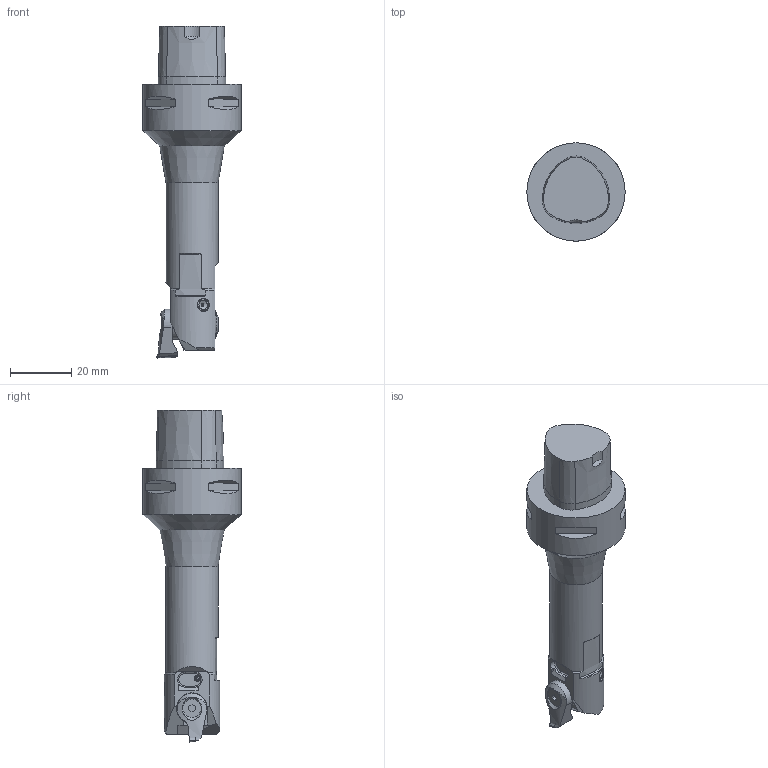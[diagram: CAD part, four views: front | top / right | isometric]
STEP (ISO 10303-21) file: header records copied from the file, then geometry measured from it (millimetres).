
FILE_DESCRIPTION(/* description */ ('3-D model version:1'),/* implementation_level */ '2;1');
FILE_NAME(/* name */ '825-23TC06-C3',/* time_stamp */ '2013-01-23T09:47:29+01:00',/* author */ ('InteractiveCad'),/* organization */ ('AB Sandvik Coromant'),/* preprocessor_version */ 'ST-DEVELOPER v11',/* originating_system */ 'SIEMENS UGS NX 6.0',/* authorisation */ '');
FILE_SCHEMA (('CONFIG_CONTROL_DESIGN'));
Length unit declared in the file: millimetre
Products named in the file (3): R825A_AF11STUC06T1A_SIM; C3_R825A_AA18078A_SIM; 825_23TC06_C3_SIM
Assembly tree (2 placements, depth 2):
  825_23TC06_C3_SIM
    C3_R825A_AA18078A_SIM
    R825A_AF11STUC06T1A_SIM
Bounding box: 32 x 32 x 108 mm (x, y, z)
Volume: 37246.4 mm3; surface area: 8702.6 mm2
Topology: 3 solids, 3 shells, 393 faces, 1078 edges, 711 vertices
Faces by surface type: plane 311, cylinder 43, cone 30, torus 6, sphere 2, bspline 1
Full cylindrical faces by diameter (mm): 2 x1, 2.2 x1, 2.4 x1, 4 x3, 4.015 x1, 4.2 x1, 4.25 x1, 6 x1, 17 x1, 32 x1
Entity records: 12946 total; most frequent: CARTESIAN_POINT 2913, ORIENTED_EDGE 2070, DIRECTION 1905, EDGE_CURVE 1035, LINE 707, VECTOR 707, VERTEX_POINT 696, AXIS2_PLACEMENT_3D 599
